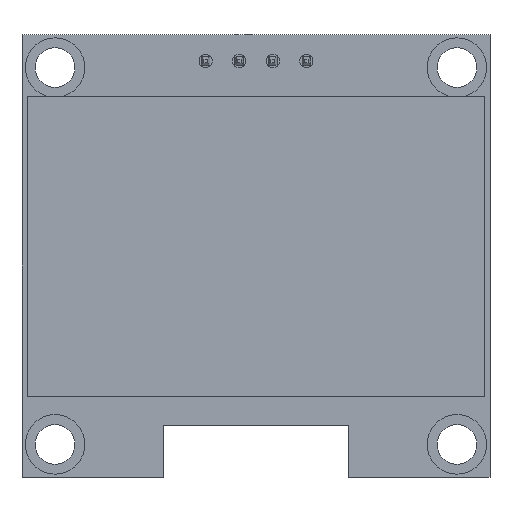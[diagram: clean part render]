
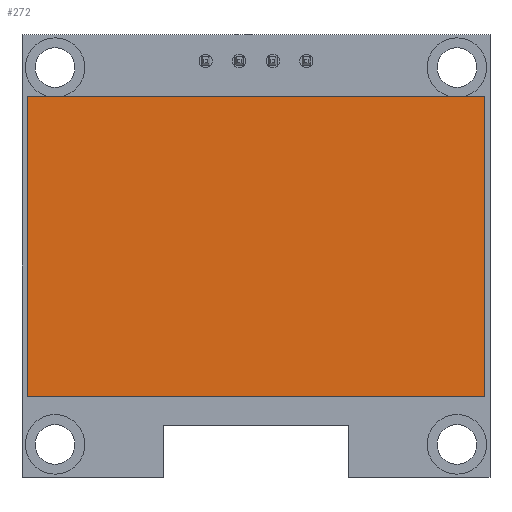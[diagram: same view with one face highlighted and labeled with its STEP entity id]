
A CAD part, top view. The second image highlights one B-rep face of the part: STEP entity #272.
In plain terms, the highlighted planar face has unit normal (0, 0, 1).
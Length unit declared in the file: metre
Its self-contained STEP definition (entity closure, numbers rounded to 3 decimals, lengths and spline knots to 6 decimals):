
#272 = ADVANCED_FACE( '', ( #467 ), #468, .T. );
#467 = FACE_OUTER_BOUND( '', #667, .T. );
#468 = PLANE( '', #668 );
#667 = EDGE_LOOP( '', ( #978, #979, #980, #981 ) );
#668 = AXIS2_PLACEMENT_3D( '', #982, #983, #984 );
#978 = ORIENTED_EDGE( '', *, *, #1356, .T. );
#979 = ORIENTED_EDGE( '', *, *, #1357, .T. );
#980 = ORIENTED_EDGE( '', *, *, #1358, .T. );
#981 = ORIENTED_EDGE( '', *, *, #1359, .T. );
#982 = CARTESIAN_POINT( '', ( -0.0177, -0.01675, 0.00324 ) );
#983 = DIRECTION( '', ( 0., 0., 1. ) );
#984 = DIRECTION( '', ( 1., 0., 0. ) );
#1356 = EDGE_CURVE( '', #1676, #1677, #1678, .T. );
#1357 = EDGE_CURVE( '', #1677, #1679, #1680, .T. );
#1358 = EDGE_CURVE( '', #1679, #1681, #1682, .T. );
#1359 = EDGE_CURVE( '', #1681, #1676, #1683, .T. );
#1676 = VERTEX_POINT( '', #1968 );
#1677 = VERTEX_POINT( '', #1969 );
#1678 = LINE( '', #1970, #1971 );
#1679 = VERTEX_POINT( '', #1972 );
#1680 = LINE( '', #1973, #1974 );
#1681 = VERTEX_POINT( '', #1975 );
#1682 = LINE( '', #1976, #1977 );
#1683 = LINE( '', #1978, #1979 );
#1968 = CARTESIAN_POINT( '', ( -0.035, -0.0281, 0.00324 ) );
#1969 = CARTESIAN_POINT( '', ( -0.0004, -0.0281, 0.00324 ) );
#1970 = CARTESIAN_POINT( '', ( -0.02635, -0.0281, 0.00324 ) );
#1971 = VECTOR( '', #2234, 1. );
#1972 = CARTESIAN_POINT( '', ( -0.0004, -0.0054, 0.00324 ) );
#1973 = CARTESIAN_POINT( '', ( -0.0004, -0.01675, 0.00324 ) );
#1974 = VECTOR( '', #2235, 1. );
#1975 = CARTESIAN_POINT( '', ( -0.035, -0.0054, 0.00324 ) );
#1976 = CARTESIAN_POINT( '', ( -0.0177, -0.0054, 0.00324 ) );
#1977 = VECTOR( '', #2236, 1. );
#1978 = CARTESIAN_POINT( '', ( -0.035, -0.01675, 0.00324 ) );
#1979 = VECTOR( '', #2237, 1. );
#2234 = DIRECTION( '', ( 1., 0., 0. ) );
#2235 = DIRECTION( '', ( 0., 1., 0. ) );
#2236 = DIRECTION( '', ( -1., 0., 0. ) );
#2237 = DIRECTION( '', ( 0., -1., 0. ) );
